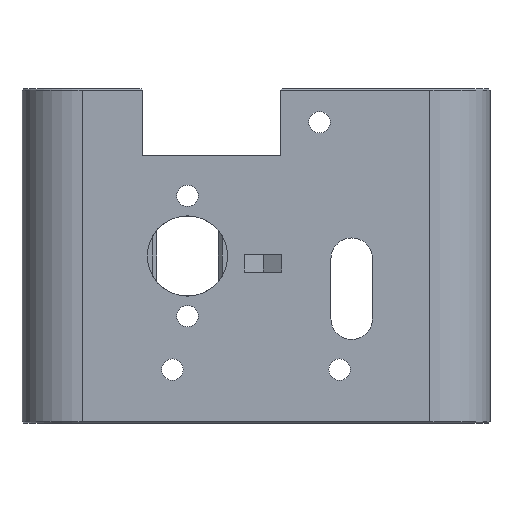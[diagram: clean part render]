
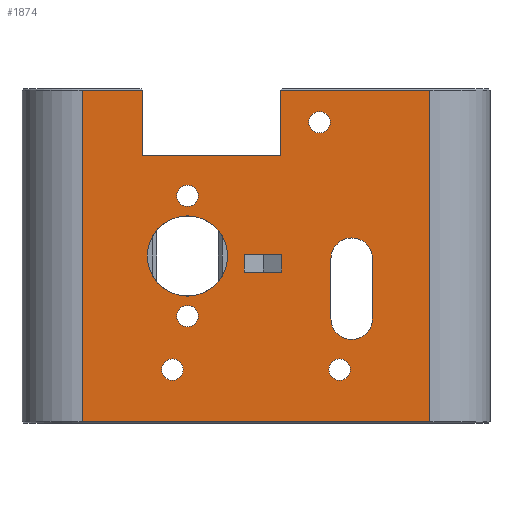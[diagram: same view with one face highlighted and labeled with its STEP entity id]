
A CAD part, front view. The second image highlights one B-rep face of the part: STEP entity #1874.
In plain terms, the highlighted planar face has unit normal (0, -1, 0).
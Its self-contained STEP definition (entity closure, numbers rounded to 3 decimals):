
#372 = VERTEX_POINT('',#373);
#373 = CARTESIAN_POINT('',(0.,-9.,49.8));
#380 = EDGE_CURVE('',#381,#372,#383,.T.);
#381 = VERTEX_POINT('',#382);
#382 = CARTESIAN_POINT('',(0.,-9.,0.2));
#383 = LINE('',#384,#385);
#384 = CARTESIAN_POINT('',(0.,-9.,0.));
#385 = VECTOR('',#386,1.);
#386 = DIRECTION('',(0.,0.,1.));
#465 = EDGE_CURVE('',#466,#468,#470,.T.);
#466 = VERTEX_POINT('',#467);
#467 = CARTESIAN_POINT('',(52.,-9.,0.2));
#468 = VERTEX_POINT('',#469);
#469 = CARTESIAN_POINT('',(52.,-9.,49.8));
#470 = LINE('',#471,#472);
#471 = CARTESIAN_POINT('',(52.,-9.,0.));
#472 = VECTOR('',#473,1.);
#473 = DIRECTION('',(0.,0.,1.));
#500 = VERTEX_POINT('',#501);
#501 = CARTESIAN_POINT('',(9.,-9.,40.));
#507 = EDGE_CURVE('',#508,#500,#510,.T.);
#508 = VERTEX_POINT('',#509);
#509 = CARTESIAN_POINT('',(9.,-9.,49.8));
#510 = LINE('',#511,#512);
#511 = CARTESIAN_POINT('',(9.,-9.,50.));
#512 = VECTOR('',#513,1.);
#513 = DIRECTION('',(-0.,-0.,-1.));
#570 = EDGE_CURVE('',#500,#571,#573,.T.);
#571 = VERTEX_POINT('',#572);
#572 = CARTESIAN_POINT('',(29.7,-9.,40.));
#573 = LINE('',#574,#575);
#574 = CARTESIAN_POINT('',(9.,-9.,40.));
#575 = VECTOR('',#576,1.);
#576 = DIRECTION('',(1.,0.,0.));
#695 = EDGE_CURVE('',#696,#571,#698,.T.);
#696 = VERTEX_POINT('',#697);
#697 = CARTESIAN_POINT('',(29.7,-9.,49.8));
#698 = LINE('',#699,#700);
#699 = CARTESIAN_POINT('',(29.7,-9.,50.));
#700 = VECTOR('',#701,1.);
#701 = DIRECTION('',(-0.,-0.,-1.));
#1504 = VERTEX_POINT('',#1505);
#1505 = CARTESIAN_POINT('',(37.213,-9.,24.6));
#1511 = EDGE_CURVE('',#1504,#1512,#1514,.T.);
#1512 = VERTEX_POINT('',#1513);
#1513 = CARTESIAN_POINT('',(43.413,-9.,24.6));
#1514 = CIRCLE('',#1515,3.1);
#1515 = AXIS2_PLACEMENT_3D('',#1516,#1517,#1518);
#1516 = CARTESIAN_POINT('',(40.313,-9.,24.6));
#1517 = DIRECTION('',(0.,1.,-0.));
#1518 = DIRECTION('',(-1.,0.,0.));
#1536 = EDGE_CURVE('',#1504,#1537,#1539,.T.);
#1537 = VERTEX_POINT('',#1538);
#1538 = CARTESIAN_POINT('',(37.213,-9.,15.6));
#1539 = LINE('',#1540,#1541);
#1540 = CARTESIAN_POINT('',(37.213,-9.,24.6));
#1541 = VECTOR('',#1542,1.);
#1542 = DIRECTION('',(0.,0.,-1.));
#1560 = EDGE_CURVE('',#1512,#1561,#1563,.T.);
#1561 = VERTEX_POINT('',#1562);
#1562 = CARTESIAN_POINT('',(43.413,-9.,15.6));
#1563 = LINE('',#1564,#1565);
#1564 = CARTESIAN_POINT('',(43.413,-9.,24.6));
#1565 = VECTOR('',#1566,1.);
#1566 = DIRECTION('',(0.,0.,-1.));
#1584 = EDGE_CURVE('',#1561,#1537,#1585,.T.);
#1585 = CIRCLE('',#1586,3.1);
#1586 = AXIS2_PLACEMENT_3D('',#1587,#1588,#1589);
#1587 = CARTESIAN_POINT('',(40.313,-9.,15.6));
#1588 = DIRECTION('',(0.,1.,-0.));
#1589 = DIRECTION('',(-1.,0.,0.));
#1874 = ADVANCED_FACE('',(#1875,#1900,#1911,#1922,#1933,#1944,#1955,
    #1989,#1995),#2006,.F.);
#1875 = FACE_BOUND('',#1876,.F.);
#1876 = EDGE_LOOP('',(#1877,#1878,#1884,#1885,#1886,#1887,#1893,#1894));
#1877 = ORIENTED_EDGE('',*,*,#380,.T.);
#1878 = ORIENTED_EDGE('',*,*,#1879,.T.);
#1879 = EDGE_CURVE('',#372,#508,#1880,.T.);
#1880 = LINE('',#1881,#1882);
#1881 = CARTESIAN_POINT('',(0.,-9.,49.8));
#1882 = VECTOR('',#1883,1.);
#1883 = DIRECTION('',(1.,0.,0.));
#1884 = ORIENTED_EDGE('',*,*,#507,.T.);
#1885 = ORIENTED_EDGE('',*,*,#570,.T.);
#1886 = ORIENTED_EDGE('',*,*,#695,.F.);
#1887 = ORIENTED_EDGE('',*,*,#1888,.T.);
#1888 = EDGE_CURVE('',#696,#468,#1889,.T.);
#1889 = LINE('',#1890,#1891);
#1890 = CARTESIAN_POINT('',(29.7,-9.,49.8));
#1891 = VECTOR('',#1892,1.);
#1892 = DIRECTION('',(1.,0.,0.));
#1893 = ORIENTED_EDGE('',*,*,#465,.F.);
#1894 = ORIENTED_EDGE('',*,*,#1895,.T.);
#1895 = EDGE_CURVE('',#466,#381,#1896,.T.);
#1896 = LINE('',#1897,#1898);
#1897 = CARTESIAN_POINT('',(52.,-9.,0.2));
#1898 = VECTOR('',#1899,1.);
#1899 = DIRECTION('',(-1.,-0.,-0.));
#1900 = FACE_BOUND('',#1901,.F.);
#1901 = EDGE_LOOP('',(#1902));
#1902 = ORIENTED_EDGE('',*,*,#1903,.F.);
#1903 = EDGE_CURVE('',#1904,#1904,#1906,.T.);
#1904 = VERTEX_POINT('',#1905);
#1905 = CARTESIAN_POINT('',(14.15,-9.,34.));
#1906 = CIRCLE('',#1907,1.6);
#1907 = AXIS2_PLACEMENT_3D('',#1908,#1909,#1910);
#1908 = CARTESIAN_POINT('',(15.75,-9.,34.));
#1909 = DIRECTION('',(0.,1.,-0.));
#1910 = DIRECTION('',(-1.,0.,0.));
#1911 = FACE_BOUND('',#1912,.F.);
#1912 = EDGE_LOOP('',(#1913));
#1913 = ORIENTED_EDGE('',*,*,#1914,.F.);
#1914 = EDGE_CURVE('',#1915,#1915,#1917,.T.);
#1915 = VERTEX_POINT('',#1916);
#1916 = CARTESIAN_POINT('',(33.9,-9.,45.));
#1917 = CIRCLE('',#1918,1.6);
#1918 = AXIS2_PLACEMENT_3D('',#1919,#1920,#1921);
#1919 = CARTESIAN_POINT('',(35.5,-9.,45.));
#1920 = DIRECTION('',(0.,1.,-0.));
#1921 = DIRECTION('',(-1.,0.,0.));
#1922 = FACE_BOUND('',#1923,.F.);
#1923 = EDGE_LOOP('',(#1924));
#1924 = ORIENTED_EDGE('',*,*,#1925,.F.);
#1925 = EDGE_CURVE('',#1926,#1926,#1928,.T.);
#1926 = VERTEX_POINT('',#1927);
#1927 = CARTESIAN_POINT('',(9.75,-9.,25.));
#1928 = CIRCLE('',#1929,6.);
#1929 = AXIS2_PLACEMENT_3D('',#1930,#1931,#1932);
#1930 = CARTESIAN_POINT('',(15.75,-9.,25.));
#1931 = DIRECTION('',(0.,1.,0.));
#1932 = DIRECTION('',(-1.,0.,0.));
#1933 = FACE_BOUND('',#1934,.F.);
#1934 = EDGE_LOOP('',(#1935));
#1935 = ORIENTED_EDGE('',*,*,#1936,.F.);
#1936 = EDGE_CURVE('',#1937,#1937,#1939,.T.);
#1937 = VERTEX_POINT('',#1938);
#1938 = CARTESIAN_POINT('',(14.15,-9.,16.));
#1939 = CIRCLE('',#1940,1.6);
#1940 = AXIS2_PLACEMENT_3D('',#1941,#1942,#1943);
#1941 = CARTESIAN_POINT('',(15.75,-9.,16.));
#1942 = DIRECTION('',(0.,1.,-0.));
#1943 = DIRECTION('',(-1.,0.,0.));
#1944 = FACE_BOUND('',#1945,.F.);
#1945 = EDGE_LOOP('',(#1946));
#1946 = ORIENTED_EDGE('',*,*,#1947,.F.);
#1947 = EDGE_CURVE('',#1948,#1948,#1950,.T.);
#1948 = VERTEX_POINT('',#1949);
#1949 = CARTESIAN_POINT('',(11.9,-9.,8.));
#1950 = CIRCLE('',#1951,1.6);
#1951 = AXIS2_PLACEMENT_3D('',#1952,#1953,#1954);
#1952 = CARTESIAN_POINT('',(13.5,-9.,8.));
#1953 = DIRECTION('',(0.,1.,-0.));
#1954 = DIRECTION('',(-1.,0.,0.));
#1955 = FACE_BOUND('',#1956,.F.);
#1956 = EDGE_LOOP('',(#1957,#1967,#1975,#1983));
#1957 = ORIENTED_EDGE('',*,*,#1958,.F.);
#1958 = EDGE_CURVE('',#1959,#1961,#1963,.T.);
#1959 = VERTEX_POINT('',#1960);
#1960 = CARTESIAN_POINT('',(29.825,-9.,22.6));
#1961 = VERTEX_POINT('',#1962);
#1962 = CARTESIAN_POINT('',(24.275,-9.,22.6));
#1963 = LINE('',#1964,#1965);
#1964 = CARTESIAN_POINT('',(29.825,-9.,22.6));
#1965 = VECTOR('',#1966,1.);
#1966 = DIRECTION('',(-1.,0.,0.));
#1967 = ORIENTED_EDGE('',*,*,#1968,.T.);
#1968 = EDGE_CURVE('',#1959,#1969,#1971,.T.);
#1969 = VERTEX_POINT('',#1970);
#1970 = CARTESIAN_POINT('',(29.825,-9.,25.2));
#1971 = LINE('',#1972,#1973);
#1972 = CARTESIAN_POINT('',(29.825,-9.,22.6));
#1973 = VECTOR('',#1974,1.);
#1974 = DIRECTION('',(0.,0.,1.));
#1975 = ORIENTED_EDGE('',*,*,#1976,.T.);
#1976 = EDGE_CURVE('',#1969,#1977,#1979,.T.);
#1977 = VERTEX_POINT('',#1978);
#1978 = CARTESIAN_POINT('',(24.275,-9.,25.2));
#1979 = LINE('',#1980,#1981);
#1980 = CARTESIAN_POINT('',(29.825,-9.,25.2));
#1981 = VECTOR('',#1982,1.);
#1982 = DIRECTION('',(-1.,0.,0.));
#1983 = ORIENTED_EDGE('',*,*,#1984,.F.);
#1984 = EDGE_CURVE('',#1961,#1977,#1985,.T.);
#1985 = LINE('',#1986,#1987);
#1986 = CARTESIAN_POINT('',(24.275,-9.,22.6));
#1987 = VECTOR('',#1988,1.);
#1988 = DIRECTION('',(0.,0.,1.));
#1989 = FACE_BOUND('',#1990,.F.);
#1990 = EDGE_LOOP('',(#1991,#1992,#1993,#1994));
#1991 = ORIENTED_EDGE('',*,*,#1511,.F.);
#1992 = ORIENTED_EDGE('',*,*,#1536,.T.);
#1993 = ORIENTED_EDGE('',*,*,#1584,.F.);
#1994 = ORIENTED_EDGE('',*,*,#1560,.F.);
#1995 = FACE_BOUND('',#1996,.F.);
#1996 = EDGE_LOOP('',(#1997));
#1997 = ORIENTED_EDGE('',*,*,#1998,.F.);
#1998 = EDGE_CURVE('',#1999,#1999,#2001,.T.);
#1999 = VERTEX_POINT('',#2000);
#2000 = CARTESIAN_POINT('',(36.9,-9.,8.));
#2001 = CIRCLE('',#2002,1.6);
#2002 = AXIS2_PLACEMENT_3D('',#2003,#2004,#2005);
#2003 = CARTESIAN_POINT('',(38.5,-9.,8.));
#2004 = DIRECTION('',(0.,1.,-0.));
#2005 = DIRECTION('',(-1.,0.,0.));
#2006 = PLANE('',#2007);
#2007 = AXIS2_PLACEMENT_3D('',#2008,#2009,#2010);
#2008 = CARTESIAN_POINT('',(0.,-9.,0.));
#2009 = DIRECTION('',(0.,1.,0.));
#2010 = DIRECTION('',(1.,0.,0.));
